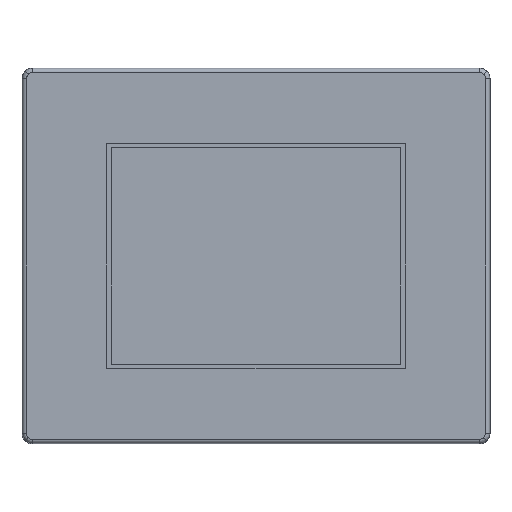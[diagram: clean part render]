
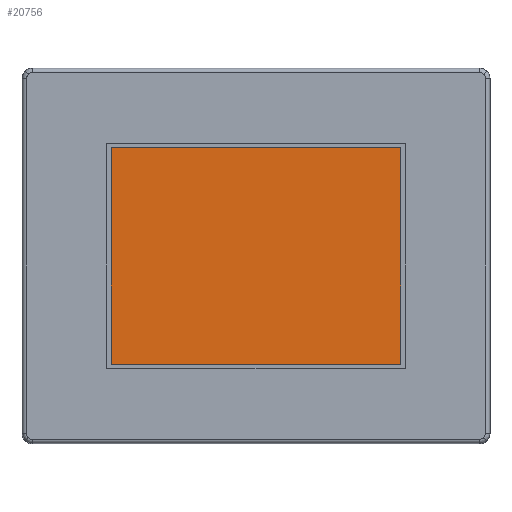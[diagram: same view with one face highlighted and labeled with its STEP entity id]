
A CAD part, top view. The second image highlights one B-rep face of the part: STEP entity #20756.
In plain terms, the highlighted planar face has unit normal (0, 0, 1).
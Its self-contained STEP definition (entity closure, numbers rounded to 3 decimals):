
#11477 = CARTESIAN_POINT ( 'NONE',  ( 85.655, -63.905, 8. ) ) ;
#11478 = DIRECTION ( 'NONE',  ( 0., -1., 0. ) ) ;
#11479 = VECTOR ( 'NONE', #11478, 1000. ) ;
#11480 = CARTESIAN_POINT ( 'NONE',  ( 85.655, -63.905, 8. ) ) ;
#11481 = LINE ( 'NONE', #11480, #11479 ) ;
#11500 = DIRECTION ( 'NONE',  ( -1., 0., 0. ) ) ;
#11501 = VECTOR ( 'NONE', #11500, 1000. ) ;
#11502 = CARTESIAN_POINT ( 'NONE',  ( -85.655, -63.905, 8. ) ) ;
#11506 = LINE ( 'NONE', #11502, #11501 ) ;
#11529 = CARTESIAN_POINT ( 'NONE',  ( 85.655, 63.905, 8. ) ) ;
#11530 = DIRECTION ( 'NONE',  ( 1., 0., 0. ) ) ;
#11531 = VECTOR ( 'NONE', #11530, 1000. ) ;
#11532 = CARTESIAN_POINT ( 'NONE',  ( 85.655, 63.905, 8. ) ) ;
#11538 = LINE ( 'NONE', #11532, #11531 ) ;
#11588 = CARTESIAN_POINT ( 'NONE',  ( -85.655, 63.905, 8. ) ) ;
#11589 = DIRECTION ( 'NONE',  ( 0., 1., 0. ) ) ;
#11590 = VECTOR ( 'NONE', #11589, 1000. ) ;
#11591 = CARTESIAN_POINT ( 'NONE',  ( -85.655, 63.905, 8. ) ) ;
#11592 = LINE ( 'NONE', #11591, #11590 ) ;
#11593 = CARTESIAN_POINT ( 'NONE',  ( -85.655, -63.905, 8. ) ) ;
#11666 = FACE_OUTER_BOUND ( 'NONE', #20757, .T. ) ;
#11698 = DIRECTION ( 'NONE',  ( -1., 0., 0. ) ) ;
#11699 = DIRECTION ( 'NONE',  ( 0., 0., -1. ) ) ;
#11700 = CARTESIAN_POINT ( 'NONE',  ( 138.35, 111.1, 8. ) ) ;
#11701 = AXIS2_PLACEMENT_3D ( 'NONE', #11700, #11699, #11698 ) ;
#11704 = PLANE ( 'NONE',  #11701 ) ;
#20689 = EDGE_CURVE ( 'NONE', #20705, #20690, #11481, .T. ) ;
#20690 = VERTEX_POINT ( 'NONE', #11477 ) ;
#20698 = EDGE_CURVE ( 'NONE', #20690, #20719, #11506, .T. ) ;
#20704 = EDGE_CURVE ( 'NONE', #20722, #20705, #11538, .T. ) ;
#20705 = VERTEX_POINT ( 'NONE', #11529 ) ;
#20719 = VERTEX_POINT ( 'NONE', #11593 ) ;
#20721 = EDGE_CURVE ( 'NONE', #20719, #20722, #11592, .T. ) ;
#20722 = VERTEX_POINT ( 'NONE', #11588 ) ;
#20756 = ADVANCED_FACE ( 'NONE', ( #11666 ), #11704, .F. ) ;
#20757 = EDGE_LOOP ( 'NONE', ( #20758, #20759, #20760, #20761 ) ) ;
#20758 = ORIENTED_EDGE ( 'NONE', *, *, #20689, .F. ) ;
#20759 = ORIENTED_EDGE ( 'NONE', *, *, #20704, .F. ) ;
#20760 = ORIENTED_EDGE ( 'NONE', *, *, #20721, .F. ) ;
#20761 = ORIENTED_EDGE ( 'NONE', *, *, #20698, .F. ) ;
